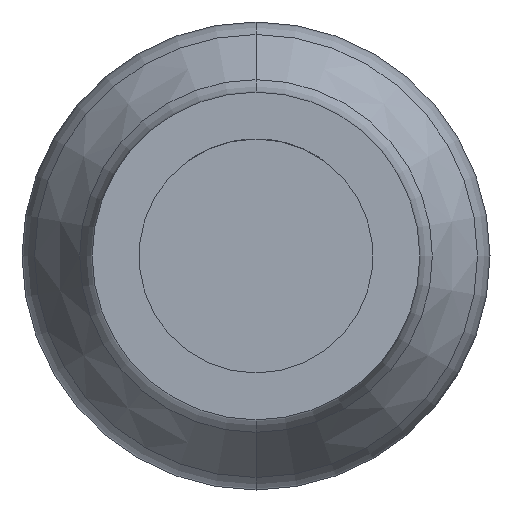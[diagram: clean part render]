
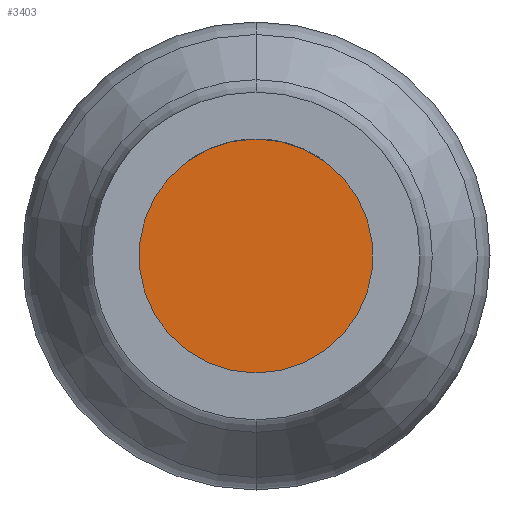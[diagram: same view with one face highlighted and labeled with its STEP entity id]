
A CAD part, front view. The second image highlights one B-rep face of the part: STEP entity #3403.
In plain terms, the highlighted planar face has unit normal (0, -1, 0).
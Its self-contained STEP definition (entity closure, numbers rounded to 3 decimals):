
#72 = EDGE_CURVE ( 'Defeature ausgef�hrt1_7+Defeature ausgef�hrt1_6+Defeature ausgef�hrt1_6+Defeature ausgef�hrt1_6', #6103, #2591, #1315, .T. ) ;
#1190 = PLANE ( 'NONE',  #1734 ) ;
#1315 = CIRCLE ( 'NONE', #7618, 1.25 ) ;
#1429 = EDGE_LOOP ( 'NONE', ( #3349, #8385 ) ) ;
#1492 = CIRCLE ( 'NONE', #8236, 1.25 ) ;
#1678 = FACE_OUTER_BOUND ( 'NONE', #1429, .T. ) ;
#1734 = AXIS2_PLACEMENT_3D ( 'NONE', #3932, #1900, #3964 ) ;
#1900 = DIRECTION ( 'NONE',  ( 0., 1., 0. ) ) ;
#2163 = DIRECTION ( 'NONE',  ( 0., 0., 1. ) ) ;
#2591 = VERTEX_POINT ( 'NONE', #4420 ) ;
#3349 = ORIENTED_EDGE ( 'NONE', *, *, #72, .F. ) ;
#3403 = ADVANCED_FACE ( 'Defeature ausgef�hrt1_6', ( #1678 ), #1190, .F. ) ;
#3932 = CARTESIAN_POINT ( 'NONE',  ( 0., -684., 0. ) ) ;
#3964 = DIRECTION ( 'NONE',  ( 0., 0., 1. ) ) ;
#3980 = DIRECTION ( 'NONE',  ( 0., 0., 1. ) ) ;
#4420 = CARTESIAN_POINT ( 'NONE',  ( 0., -684., -1.25 ) ) ;
#4594 = CARTESIAN_POINT ( 'NONE',  ( 0., -684., 0. ) ) ;
#5980 = CARTESIAN_POINT ( 'NONE',  ( 0., -684., 1.25 ) ) ;
#6082 = EDGE_CURVE ( 'Defeature ausgef�hrt1_7+Defeature ausgef�hrt1_6+Defeature ausgef�hrt1_6+Defeature ausgef�hrt1_6', #2591, #6103, #1492, .T. ) ;
#6103 = VERTEX_POINT ( 'NONE', #5980 ) ;
#6232 = DIRECTION ( 'NONE',  ( 0., 1., 0. ) ) ;
#7618 = AXIS2_PLACEMENT_3D ( 'NONE', #8306, #6232, #2163 ) ;
#8050 = DIRECTION ( 'NONE',  ( 0., 1., 0. ) ) ;
#8236 = AXIS2_PLACEMENT_3D ( 'NONE', #4594, #8050, #3980 ) ;
#8306 = CARTESIAN_POINT ( 'NONE',  ( 0., -684., 0. ) ) ;
#8385 = ORIENTED_EDGE ( 'NONE', *, *, #6082, .F. ) ;
